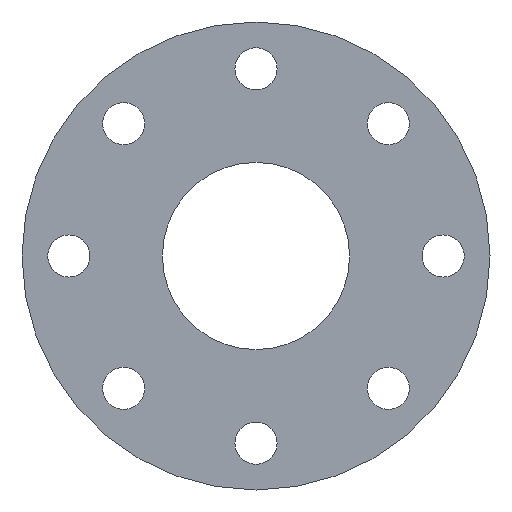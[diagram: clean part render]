
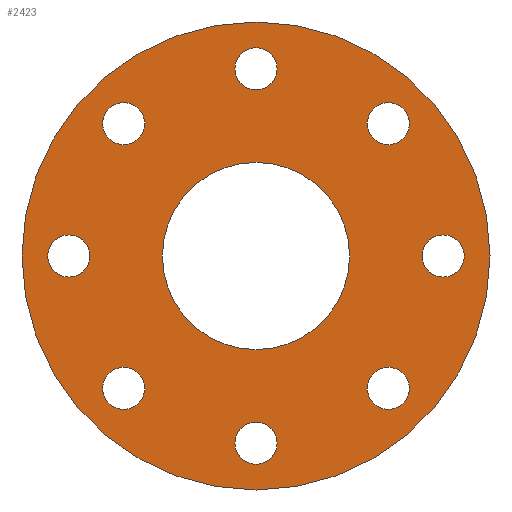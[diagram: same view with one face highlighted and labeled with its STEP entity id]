
A CAD part, left-side view. The second image highlights one B-rep face of the part: STEP entity #2423.
In plain terms, the highlighted planar face has unit normal (-1, 0, 0).
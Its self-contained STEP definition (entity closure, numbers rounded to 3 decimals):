
#422=PLANE('',#2661);
#453=FACE_BOUND('',#781,.T.);
#454=FACE_BOUND('',#782,.T.);
#455=FACE_BOUND('',#783,.T.);
#456=FACE_BOUND('',#784,.T.);
#457=FACE_BOUND('',#785,.T.);
#458=FACE_BOUND('',#786,.T.);
#459=FACE_BOUND('',#787,.T.);
#460=FACE_BOUND('',#788,.T.);
#461=FACE_BOUND('',#789,.T.);
#632=FACE_OUTER_BOUND('',#780,.T.);
#780=EDGE_LOOP('',(#2121));
#781=EDGE_LOOP('',(#2122));
#782=EDGE_LOOP('',(#2123));
#783=EDGE_LOOP('',(#2124));
#784=EDGE_LOOP('',(#2125));
#785=EDGE_LOOP('',(#2126));
#786=EDGE_LOOP('',(#2127));
#787=EDGE_LOOP('',(#2128));
#788=EDGE_LOOP('',(#2129));
#789=EDGE_LOOP('',(#2130));
#818=CIRCLE('',#2442,9.);
#820=CIRCLE('',#2445,9.);
#822=CIRCLE('',#2448,9.);
#824=CIRCLE('',#2451,9.);
#826=CIRCLE('',#2454,9.);
#828=CIRCLE('',#2457,9.);
#830=CIRCLE('',#2460,9.);
#832=CIRCLE('',#2463,9.);
#923=CIRCLE('',#2660,40.);
#924=CIRCLE('',#2662,100.);
#955=VERTEX_POINT('',#3362);
#957=VERTEX_POINT('',#3367);
#959=VERTEX_POINT('',#3372);
#961=VERTEX_POINT('',#3377);
#963=VERTEX_POINT('',#3382);
#965=VERTEX_POINT('',#3387);
#967=VERTEX_POINT('',#3392);
#969=VERTEX_POINT('',#3397);
#1170=VERTEX_POINT('',#4171);
#1171=VERTEX_POINT('',#4174);
#1187=EDGE_CURVE('',#955,#955,#818,.T.);
#1189=EDGE_CURVE('',#957,#957,#820,.T.);
#1191=EDGE_CURVE('',#959,#959,#822,.T.);
#1193=EDGE_CURVE('',#961,#961,#824,.T.);
#1195=EDGE_CURVE('',#963,#963,#826,.T.);
#1197=EDGE_CURVE('',#965,#965,#828,.T.);
#1199=EDGE_CURVE('',#967,#967,#830,.T.);
#1201=EDGE_CURVE('',#969,#969,#832,.T.);
#1496=EDGE_CURVE('',#1170,#1170,#923,.T.);
#1497=EDGE_CURVE('',#1171,#1171,#924,.T.);
#2121=ORIENTED_EDGE('',*,*,#1497,.F.);
#2122=ORIENTED_EDGE('',*,*,#1187,.T.);
#2123=ORIENTED_EDGE('',*,*,#1189,.T.);
#2124=ORIENTED_EDGE('',*,*,#1191,.T.);
#2125=ORIENTED_EDGE('',*,*,#1193,.T.);
#2126=ORIENTED_EDGE('',*,*,#1195,.T.);
#2127=ORIENTED_EDGE('',*,*,#1197,.T.);
#2128=ORIENTED_EDGE('',*,*,#1199,.T.);
#2129=ORIENTED_EDGE('',*,*,#1201,.T.);
#2130=ORIENTED_EDGE('',*,*,#1496,.T.);
#2423=ADVANCED_FACE('',(#632,#453,#454,#455,#456,#457,#458,#459,#460,#461),
#422,.T.);
#2442=AXIS2_PLACEMENT_3D('',#3363,#2694,#2695);
#2445=AXIS2_PLACEMENT_3D('',#3368,#2700,#2701);
#2448=AXIS2_PLACEMENT_3D('',#3373,#2706,#2707);
#2451=AXIS2_PLACEMENT_3D('',#3378,#2712,#2713);
#2454=AXIS2_PLACEMENT_3D('',#3383,#2718,#2719);
#2457=AXIS2_PLACEMENT_3D('',#3388,#2724,#2725);
#2460=AXIS2_PLACEMENT_3D('',#3393,#2730,#2731);
#2463=AXIS2_PLACEMENT_3D('',#3398,#2736,#2737);
#2660=AXIS2_PLACEMENT_3D('',#4172,#3290,#3291);
#2661=AXIS2_PLACEMENT_3D('',#4173,#3292,#3293);
#2662=AXIS2_PLACEMENT_3D('',#4175,#3294,#3295);
#2694=DIRECTION('center_axis',(1.,0.,0.));
#2695=DIRECTION('ref_axis',(0.,-0.707,-0.707));
#2700=DIRECTION('center_axis',(1.,0.,0.));
#2701=DIRECTION('ref_axis',(0.,-1.,0.));
#2706=DIRECTION('center_axis',(1.,0.,0.));
#2707=DIRECTION('ref_axis',(0.,-0.707,0.707));
#2712=DIRECTION('center_axis',(1.,0.,0.));
#2713=DIRECTION('ref_axis',(0.,0.,1.));
#2718=DIRECTION('center_axis',(1.,0.,0.));
#2719=DIRECTION('ref_axis',(0.,0.707,0.707));
#2724=DIRECTION('center_axis',(1.,0.,0.));
#2725=DIRECTION('ref_axis',(0.,1.,0.));
#2730=DIRECTION('center_axis',(1.,0.,0.));
#2731=DIRECTION('ref_axis',(0.,0.707,-0.707));
#2736=DIRECTION('center_axis',(1.,0.,0.));
#2737=DIRECTION('ref_axis',(0.,0.,-1.));
#3290=DIRECTION('center_axis',(1.,0.,0.));
#3291=DIRECTION('ref_axis',(0.,0.,-1.));
#3292=DIRECTION('center_axis',(-1.,0.,0.));
#3293=DIRECTION('ref_axis',(0.,0.,1.));
#3294=DIRECTION('center_axis',(1.,0.,0.));
#3295=DIRECTION('ref_axis',(0.,0.,-1.));
#3362=CARTESIAN_POINT('',(0.,62.933,-50.205));
#3363=CARTESIAN_POINT('Origin',(0.,56.569,-56.569));
#3367=CARTESIAN_POINT('',(0.,9.,-80.));
#3368=CARTESIAN_POINT('Origin',(0.,0.,-80.));
#3372=CARTESIAN_POINT('',(0.,-50.205,-62.933));
#3373=CARTESIAN_POINT('Origin',(0.,-56.569,-56.569));
#3377=CARTESIAN_POINT('',(0.,-80.,-9.));
#3378=CARTESIAN_POINT('Origin',(0.,-80.,0.));
#3382=CARTESIAN_POINT('',(0.,-62.933,50.205));
#3383=CARTESIAN_POINT('Origin',(0.,-56.569,56.569));
#3387=CARTESIAN_POINT('',(0.,-9.,80.));
#3388=CARTESIAN_POINT('Origin',(0.,0.,80.));
#3392=CARTESIAN_POINT('',(0.,50.205,62.933));
#3393=CARTESIAN_POINT('Origin',(0.,56.569,56.569));
#3397=CARTESIAN_POINT('',(0.,80.,9.));
#3398=CARTESIAN_POINT('Origin',(0.,80.,0.));
#4171=CARTESIAN_POINT('',(0.,40.,0.));
#4172=CARTESIAN_POINT('Origin',(0.,0.,0.));
#4173=CARTESIAN_POINT('Origin',(0.,100.,0.));
#4174=CARTESIAN_POINT('',(0.,100.,0.));
#4175=CARTESIAN_POINT('Origin',(0.,0.,0.));
